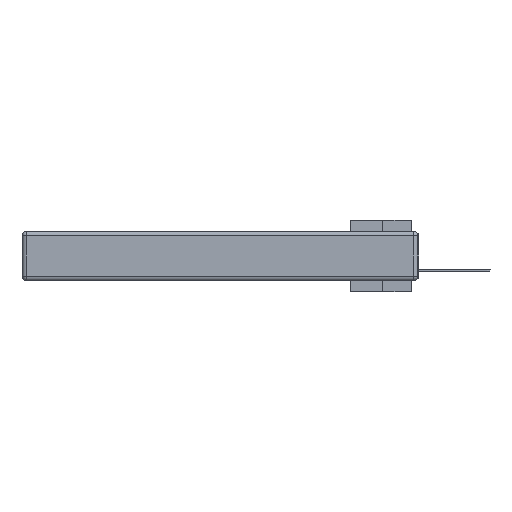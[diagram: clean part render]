
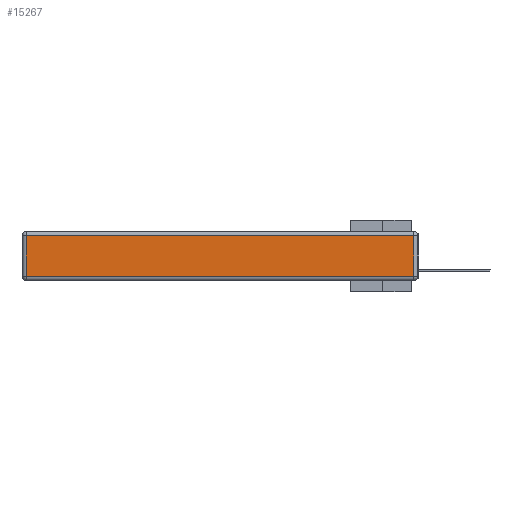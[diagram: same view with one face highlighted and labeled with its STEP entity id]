
A CAD part, left-side view. The second image highlights one B-rep face of the part: STEP entity #15267.
In plain terms, the highlighted planar face has unit normal (-1, 0, 0).
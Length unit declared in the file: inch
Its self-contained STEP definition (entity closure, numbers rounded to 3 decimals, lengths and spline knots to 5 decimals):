
#2 = VECTOR ( 'NONE', #8961, 39.37008 ) ;
#800 = EDGE_CURVE ( 'NONE', #19365, #32286, #5371, .T. ) ;
#1868 = CARTESIAN_POINT ( 'NONE',  ( 0., 2.75, -0.03 ) ) ;
#2149 = EDGE_LOOP ( 'NONE', ( #8782, #13074, #5677, #30747 ) ) ;
#4153 = EDGE_CURVE ( 'NONE', #12841, #8738, #21589, .T. ) ;
#5371 = LINE ( 'NONE', #28984, #2 ) ;
#5677 = ORIENTED_EDGE ( 'NONE', *, *, #14817, .T. ) ;
#5753 = LINE ( 'NONE', #1868, #28145 ) ;
#6184 = CARTESIAN_POINT ( 'NONE',  ( 0., 2.72, -0.03 ) ) ;
#6307 = VECTOR ( 'NONE', #12713, 39.37008 ) ;
#8188 = FACE_OUTER_BOUND ( 'NONE', #2149, .T. ) ;
#8738 = VERTEX_POINT ( 'NONE', #16814 ) ;
#8782 = ORIENTED_EDGE ( 'NONE', *, *, #14864, .T. ) ;
#8961 = DIRECTION ( 'NONE',  ( 0., 0., 1. ) ) ;
#10062 = CARTESIAN_POINT ( 'NONE',  ( 0., 2.72, -0.343 ) ) ;
#12713 = DIRECTION ( 'NONE',  ( 0., 0., -1. ) ) ;
#12841 = VERTEX_POINT ( 'NONE', #6184 ) ;
#12951 = CARTESIAN_POINT ( 'NONE',  ( 0., 0., -0.313 ) ) ;
#13074 = ORIENTED_EDGE ( 'NONE', *, *, #800, .T. ) ;
#14817 = EDGE_CURVE ( 'NONE', #32286, #12841, #5753, .T. ) ;
#14864 = EDGE_CURVE ( 'NONE', #8738, #19365, #18987, .T. ) ;
#15209 = PLANE ( 'NONE',  #28222 ) ;
#15267 = ADVANCED_FACE ( 'NONE', ( #8188 ), #15209, .T. ) ;
#16814 = CARTESIAN_POINT ( 'NONE',  ( 0., 2.72, -0.313 ) ) ;
#17499 = CARTESIAN_POINT ( 'NONE',  ( 0., 0.03, -0.313 ) ) ;
#17746 = DIRECTION ( 'NONE',  ( 0., 0., 1. ) ) ;
#18987 = LINE ( 'NONE', #12951, #21452 ) ;
#19365 = VERTEX_POINT ( 'NONE', #17499 ) ;
#20406 = DIRECTION ( 'NONE',  ( -1., 0., 0. ) ) ;
#20812 = CARTESIAN_POINT ( 'NONE',  ( 0., 0.03, -0.03 ) ) ;
#21452 = VECTOR ( 'NONE', #31539, 39.37008 ) ;
#21589 = LINE ( 'NONE', #10062, #6307 ) ;
#23166 = DIRECTION ( 'NONE',  ( 0., 1., 0. ) ) ;
#28145 = VECTOR ( 'NONE', #23166, 39.37008 ) ;
#28222 = AXIS2_PLACEMENT_3D ( 'NONE', #28556, #20406, #17746 ) ;
#28556 = CARTESIAN_POINT ( 'NONE',  ( 0., 0., -0.343 ) ) ;
#28984 = CARTESIAN_POINT ( 'NONE',  ( 0., 0.03, -0.343 ) ) ;
#30747 = ORIENTED_EDGE ( 'NONE', *, *, #4153, .T. ) ;
#31539 = DIRECTION ( 'NONE',  ( 0., -1., 0. ) ) ;
#32286 = VERTEX_POINT ( 'NONE', #20812 ) ;
